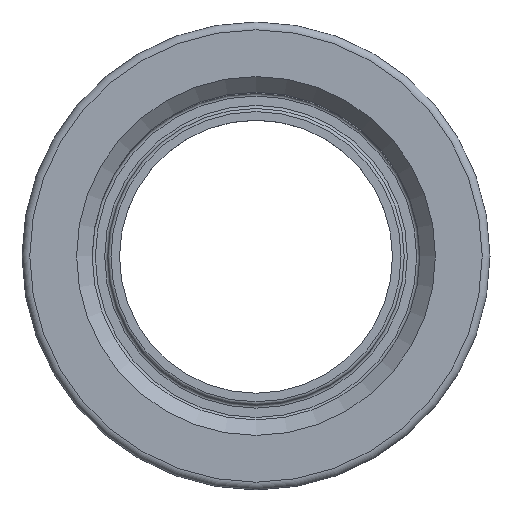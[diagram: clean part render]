
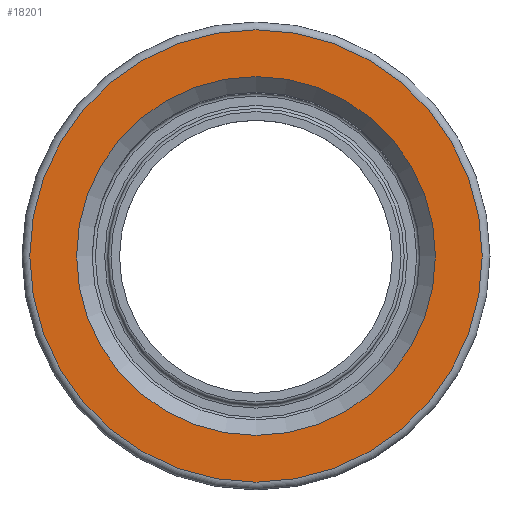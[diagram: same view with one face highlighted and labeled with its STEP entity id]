
A CAD part, top view. The second image highlights one B-rep face of the part: STEP entity #18201.
In plain terms, the highlighted planar face has unit normal (0, 0, 1).
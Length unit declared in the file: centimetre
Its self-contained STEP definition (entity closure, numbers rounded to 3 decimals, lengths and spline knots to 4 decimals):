
#49=CIRCLE('',#18783,23.);
#53=CIRCLE('',#18789,29.);
#185=FACE_BOUND('',#2756,.T.);
#735=PLANE('',#18788);
#1689=FACE_OUTER_BOUND('',#2755,.T.);
#2755=EDGE_LOOP('',(#16735));
#2756=EDGE_LOOP('',(#16736));
#8893=VERTEX_POINT('',#32384);
#8897=VERTEX_POINT('',#32396);
#11508=EDGE_CURVE('',#8893,#8893,#49,.T.);
#11514=EDGE_CURVE('',#8897,#8897,#53,.T.);
#16735=ORIENTED_EDGE('',*,*,#11514,.T.);
#16736=ORIENTED_EDGE('',*,*,#11508,.F.);
#18201=ADVANCED_FACE('',(#1689,#185),#735,.T.);
#18783=AXIS2_PLACEMENT_3D('',#32385,#21743,#21744);
#18788=AXIS2_PLACEMENT_3D('',#32395,#21755,#21756);
#18789=AXIS2_PLACEMENT_3D('',#32397,#21757,#21758);
#21743=DIRECTION('center_axis',(0.,0.,1.));
#21744=DIRECTION('ref_axis',(1.,0.,0.));
#21755=DIRECTION('center_axis',(0.,0.,1.));
#21756=DIRECTION('ref_axis',(1.,0.,0.));
#21757=DIRECTION('center_axis',(0.,0.,1.));
#21758=DIRECTION('ref_axis',(-1.,0.,0.));
#32384=CARTESIAN_POINT('',(-23.,0.,60.));
#32385=CARTESIAN_POINT('Origin',(0.,0.,60.));
#32395=CARTESIAN_POINT('Origin',(0.,0.,60.));
#32396=CARTESIAN_POINT('',(29.,0.,60.));
#32397=CARTESIAN_POINT('Origin',(0.,0.,60.));
